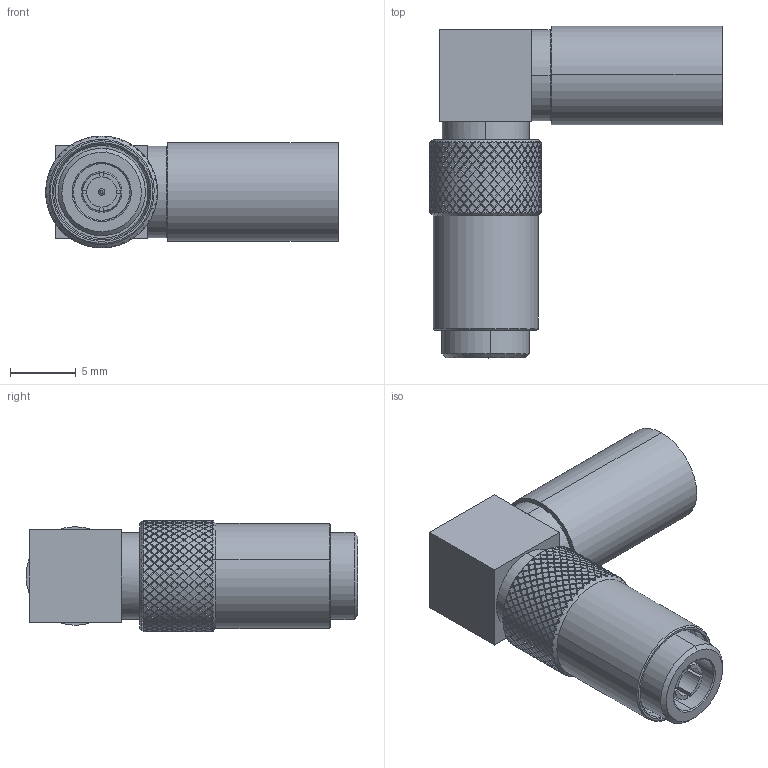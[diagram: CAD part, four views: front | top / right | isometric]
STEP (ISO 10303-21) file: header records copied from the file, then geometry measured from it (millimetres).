
FILE_DESCRIPTION (( 'STEP AP203' ), '1' );
FILE_NAME ('DIN1023-LP-4C.STEP', '2025-03-12T03:46:37', ( '' ), ( '' ), 'SwSTEP 2.0', 'SolidWorks 2022', '' );
FILE_SCHEMA (( 'CONFIG_CONTROL_DESIGN' ));
Length unit declared in the file: millimetre
Products named in the file (1): DIN1023-LP-4C
Bounding box: 22.25 x 25.25 x 8.5 mm (x, y, z)
Volume: 1719.8 mm3; surface area: 1535.4 mm2
Topology: 1 solids, 2 shells, 4581 faces, 10714 edges, 6144 vertices
Faces by surface type: bspline 3777, cylinder 685, cone 74, plane 41, torus 4
Entity records: 213916 total; most frequent: CARTESIAN_POINT 154103, ORIENTED_EDGE 21428, EDGE_CURVE 10714, VERTEX_POINT 6144, EDGE_LOOP 4596, FACE_OUTER_BOUND 4581, ADVANCED_FACE 4581, B_SPLINE_CURVE_WITH_KNOTS 3014
